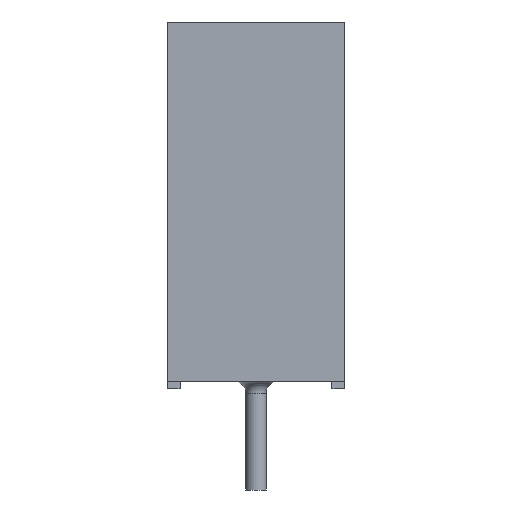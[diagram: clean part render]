
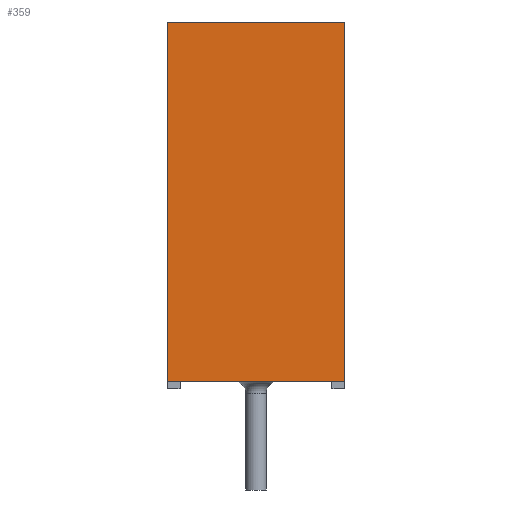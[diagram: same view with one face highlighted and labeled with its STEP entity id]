
A CAD part, left-side view. The second image highlights one B-rep face of the part: STEP entity #359.
In plain terms, the highlighted planar face has unit normal (-1, 0, 0).
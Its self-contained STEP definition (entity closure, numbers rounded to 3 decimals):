
#359 = ADVANCED_FACE( '', ( #897 ), #898, .F. );
#897 = FACE_OUTER_BOUND( '', #1643, .T. );
#898 = PLANE( '', #1644 );
#1643 = EDGE_LOOP( '', ( #2888, #2889, #2890, #2891 ) );
#1644 = AXIS2_PLACEMENT_3D( '', #2892, #2893, #2894 );
#2888 = ORIENTED_EDGE( '', *, *, #5151, .T. );
#2889 = ORIENTED_EDGE( '', *, *, #5258, .F. );
#2890 = ORIENTED_EDGE( '', *, *, #5075, .F. );
#2891 = ORIENTED_EDGE( '', *, *, #5259, .T. );
#2892 = CARTESIAN_POINT( '', ( -13., -3.5, 7.1 ) );
#2893 = DIRECTION( '', ( 1., 0., 0. ) );
#2894 = DIRECTION( '', ( 0., 0., -1. ) );
#5075 = EDGE_CURVE( '', #5973, #5974, #5975, .T. );
#5151 = EDGE_CURVE( '', #6103, #6104, #6105, .T. );
#5258 = EDGE_CURVE( '', #5974, #6104, #6271, .T. );
#5259 = EDGE_CURVE( '', #5973, #6103, #6272, .T. );
#5973 = VERTEX_POINT( '', #7597 );
#5974 = VERTEX_POINT( '', #7598 );
#5975 = LINE( '', #7599, #7600 );
#6103 = VERTEX_POINT( '', #7881 );
#6104 = VERTEX_POINT( '', #7882 );
#6105 = LINE( '', #7883, #7884 );
#6271 = LINE( '', #8352, #8353 );
#6272 = LINE( '', #8354, #8355 );
#7597 = CARTESIAN_POINT( '', ( -13., -3.5, 7.1 ) );
#7598 = CARTESIAN_POINT( '', ( -13., -3.5, -7.1 ) );
#7599 = CARTESIAN_POINT( '', ( -13., -3.5, 7.1 ) );
#7600 = VECTOR( '', #10212, 1000. );
#7881 = CARTESIAN_POINT( '', ( -13., 3.5, 7.1 ) );
#7882 = CARTESIAN_POINT( '', ( -13., 3.5, -7.1 ) );
#7883 = CARTESIAN_POINT( '', ( -13., 3.5, 7.1 ) );
#7884 = VECTOR( '', #10253, 1000. );
#8352 = CARTESIAN_POINT( '', ( -13., -3.5, -7.1 ) );
#8353 = VECTOR( '', #10302, 1000. );
#8354 = CARTESIAN_POINT( '', ( -13., -3.5, 7.1 ) );
#8355 = VECTOR( '', #10303, 1000. );
#10212 = DIRECTION( '', ( 0., 0., -1. ) );
#10253 = DIRECTION( '', ( 0., 0., -1. ) );
#10302 = DIRECTION( '', ( 0., 1., 0. ) );
#10303 = DIRECTION( '', ( 0., 1., 0. ) );
